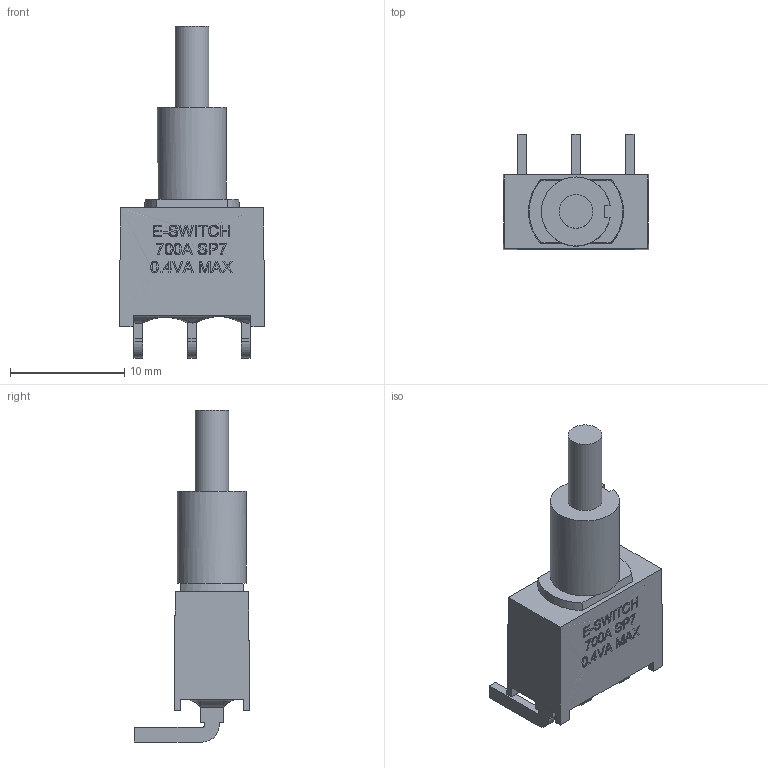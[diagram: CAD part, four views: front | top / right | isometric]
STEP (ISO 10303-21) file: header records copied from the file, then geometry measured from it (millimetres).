
FILE_DESCRIPTION((' '),'2;1');
FILE_NAME('700ASP7B10M6xE.stp','2017-08-01T08:43:17',(' '),(' '),' ','ACIS',' ');
FILE_SCHEMA(('CONFIG_CONTROL_DESIGN'));
Length unit declared in the file: inch
Products named in the file (1): 700ASP7B10M6xE.stp
Bounding box: 12.7 x 10.08 x 29.05 mm (x, y, z)
Volume: 1121.9 mm3; surface area: 938.4 mm2
Topology: 1 solids, 1 shells, 377 faces, 892 edges, 548 vertices
Faces by surface type: plane 254, bspline 106, cylinder 15, cone 2
Full cylindrical faces by diameter (mm): 2.95 x1, 2.96 x1
Entity records: 11524 total; most frequent: CARTESIAN_POINT 3519, ORIENTED_EDGE 1772, DIRECTION 1274, EDGE_CURVE 886, VECTOR 622, LINE 622, VERTEX_POINT 548, EDGE_LOOP 414
